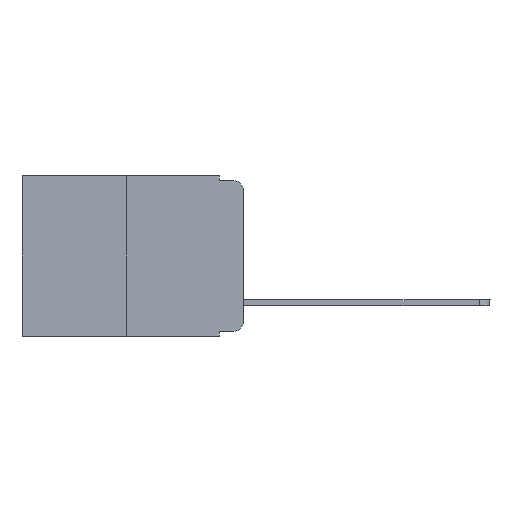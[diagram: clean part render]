
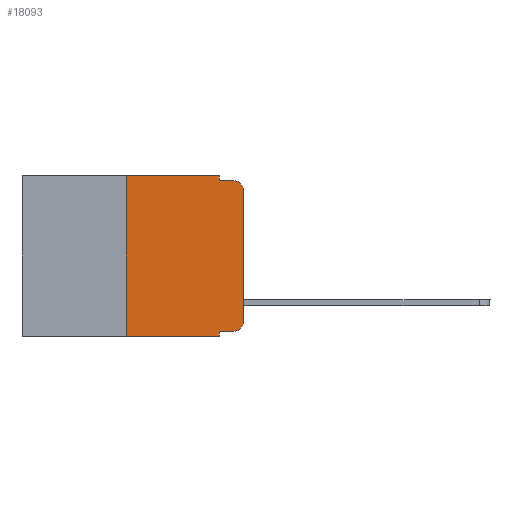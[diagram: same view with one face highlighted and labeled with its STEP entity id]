
A CAD part, left-side view. The second image highlights one B-rep face of the part: STEP entity #18093.
In plain terms, the highlighted planar face has unit normal (-1, 0, 0).
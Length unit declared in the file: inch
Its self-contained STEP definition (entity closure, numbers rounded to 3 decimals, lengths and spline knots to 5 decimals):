
#352 = LINE ( 'NONE', #16227, #3367 ) ;
#610 = CARTESIAN_POINT ( 'NONE',  ( 0., 0.25, -0.343 ) ) ;
#633 = CARTESIAN_POINT ( 'NONE',  ( 0., 0.25, 0. ) ) ;
#1297 = ORIENTED_EDGE ( 'NONE', *, *, #13324, .T. ) ;
#1366 = VERTEX_POINT ( 'NONE', #11558 ) ;
#1457 = EDGE_CURVE ( 'NONE', #4415, #12335, #11923, .T. ) ;
#1631 = ORIENTED_EDGE ( 'NONE', *, *, #15492, .F. ) ;
#2058 = VECTOR ( 'NONE', #10934, 39.37008 ) ;
#3232 = EDGE_CURVE ( 'NONE', #4415, #1366, #352, .T. ) ;
#3367 = VECTOR ( 'NONE', #11691, 39.37008 ) ;
#3666 = EDGE_CURVE ( 'NONE', #8481, #6597, #12056, .T. ) ;
#3876 = EDGE_LOOP ( 'NONE', ( #14621, #14996, #15443, #13335, #16646, #1631, #11741, #9144, #12247, #1297 ) ) ;
#3925 = VECTOR ( 'NONE', #16755, 39.37008 ) ;
#4243 = EDGE_CURVE ( 'NONE', #9580, #17197, #17740, .T. ) ;
#4415 = VERTEX_POINT ( 'NONE', #9981 ) ;
#4484 = DIRECTION ( 'NONE',  ( 0., 0., 1. ) ) ;
#5214 = EDGE_CURVE ( 'NONE', #8371, #12335, #13672, .T. ) ;
#5603 = EDGE_CURVE ( 'NONE', #17197, #8481, #14169, .T. ) ;
#6136 = VECTOR ( 'NONE', #10607, 39.37008 ) ;
#6593 = CARTESIAN_POINT ( 'NONE',  ( 0., 0.25, 0. ) ) ;
#6597 = VERTEX_POINT ( 'NONE', #16669 ) ;
#6663 = DIRECTION ( 'NONE',  ( -1., 0., 0. ) ) ;
#7099 = CARTESIAN_POINT ( 'NONE',  ( 0., 0.02, -0.313 ) ) ;
#7304 = LINE ( 'NONE', #633, #18901 ) ;
#7638 = DIRECTION ( 'NONE',  ( 0., -1., 0. ) ) ;
#8304 = DIRECTION ( 'NONE',  ( 0., 0., -1. ) ) ;
#8370 = CIRCLE ( 'NONE', #16878, 0.02 ) ;
#8371 = VERTEX_POINT ( 'NONE', #610 ) ;
#8481 = VERTEX_POINT ( 'NONE', #15757 ) ;
#8686 = CARTESIAN_POINT ( 'NONE',  ( 0., 0.051, -0.01 ) ) ;
#8801 = EDGE_CURVE ( 'NONE', #18698, #6597, #8370, .T. ) ;
#9144 = ORIENTED_EDGE ( 'NONE', *, *, #1457, .F. ) ;
#9156 = CARTESIAN_POINT ( 'NONE',  ( 0., 0., 0. ) ) ;
#9580 = VERTEX_POINT ( 'NONE', #6593 ) ;
#9628 = VECTOR ( 'NONE', #7638, 39.37008 ) ;
#9981 = CARTESIAN_POINT ( 'NONE',  ( 0., 0.051, -0.333 ) ) ;
#10171 = CARTESIAN_POINT ( 'NONE',  ( 0., 0.473, 0. ) ) ;
#10254 = CARTESIAN_POINT ( 'NONE',  ( 0., 0., -0.313 ) ) ;
#10607 = DIRECTION ( 'NONE',  ( 0., 0., -1. ) ) ;
#10863 = VECTOR ( 'NONE', #17249, 39.37008 ) ;
#10934 = DIRECTION ( 'NONE',  ( 0., 0., -1. ) ) ;
#10975 = CARTESIAN_POINT ( 'NONE',  ( 0., 0.473, 0. ) ) ;
#11041 = DIRECTION ( 'NONE',  ( 0., -1., 0. ) ) ;
#11237 = CARTESIAN_POINT ( 'NONE',  ( 0., 0.02, -0.03 ) ) ;
#11299 = DIRECTION ( 'NONE',  ( -1., 0., 0. ) ) ;
#11558 = CARTESIAN_POINT ( 'NONE',  ( 0., 0.02, -0.333 ) ) ;
#11628 = DIRECTION ( 'NONE',  ( 1., 0., 0. ) ) ;
#11684 = PLANE ( 'NONE',  #14580 ) ;
#11691 = DIRECTION ( 'NONE',  ( 0., -1., 0. ) ) ;
#11741 = ORIENTED_EDGE ( 'NONE', *, *, #5214, .T. ) ;
#11923 = LINE ( 'NONE', #18323, #2058 ) ;
#12056 = LINE ( 'NONE', #8686, #10863 ) ;
#12247 = ORIENTED_EDGE ( 'NONE', *, *, #3232, .T. ) ;
#12335 = VERTEX_POINT ( 'NONE', #13340 ) ;
#12499 = CIRCLE ( 'NONE', #14647, 0.02 ) ;
#12759 = VECTOR ( 'NONE', #11041, 39.37008 ) ;
#12852 = DIRECTION ( 'NONE',  ( 0., 0., -1. ) ) ;
#13324 = EDGE_CURVE ( 'NONE', #1366, #19199, #12499, .T. ) ;
#13335 = ORIENTED_EDGE ( 'NONE', *, *, #5603, .F. ) ;
#13340 = CARTESIAN_POINT ( 'NONE',  ( 0., 0.051, -0.343 ) ) ;
#13672 = LINE ( 'NONE', #16861, #9628 ) ;
#13808 = CARTESIAN_POINT ( 'NONE',  ( 0., 0.051, 0. ) ) ;
#14008 = CARTESIAN_POINT ( 'NONE',  ( 0., 0.051, 0. ) ) ;
#14169 = LINE ( 'NONE', #13808, #6136 ) ;
#14580 = AXIS2_PLACEMENT_3D ( 'NONE', #10171, #11628, #17747 ) ;
#14621 = ORIENTED_EDGE ( 'NONE', *, *, #17617, .T. ) ;
#14647 = AXIS2_PLACEMENT_3D ( 'NONE', #7099, #11299, #8304 ) ;
#14996 = ORIENTED_EDGE ( 'NONE', *, *, #8801, .T. ) ;
#15443 = ORIENTED_EDGE ( 'NONE', *, *, #3666, .F. ) ;
#15492 = EDGE_CURVE ( 'NONE', #8371, #9580, #7304, .T. ) ;
#15524 = CARTESIAN_POINT ( 'NONE',  ( 0., 0., -0.03 ) ) ;
#15724 = LINE ( 'NONE', #9156, #3925 ) ;
#15757 = CARTESIAN_POINT ( 'NONE',  ( 0., 0.051, -0.01 ) ) ;
#16227 = CARTESIAN_POINT ( 'NONE',  ( 0., 0.051, -0.333 ) ) ;
#16646 = ORIENTED_EDGE ( 'NONE', *, *, #4243, .F. ) ;
#16669 = CARTESIAN_POINT ( 'NONE',  ( 0., 0.02, -0.01 ) ) ;
#16755 = DIRECTION ( 'NONE',  ( 0., 0., 1. ) ) ;
#16861 = CARTESIAN_POINT ( 'NONE',  ( 0., 0.473, -0.343 ) ) ;
#16878 = AXIS2_PLACEMENT_3D ( 'NONE', #11237, #6663, #12852 ) ;
#17197 = VERTEX_POINT ( 'NONE', #14008 ) ;
#17249 = DIRECTION ( 'NONE',  ( 0., -1., 0. ) ) ;
#17617 = EDGE_CURVE ( 'NONE', #19199, #18698, #15724, .T. ) ;
#17740 = LINE ( 'NONE', #10975, #12759 ) ;
#17747 = DIRECTION ( 'NONE',  ( 0., 0., -1. ) ) ;
#18093 = ADVANCED_FACE ( 'NONE', ( #18094 ), #11684, .F. ) ;
#18094 = FACE_OUTER_BOUND ( 'NONE', #3876, .T. ) ;
#18323 = CARTESIAN_POINT ( 'NONE',  ( 0., 0.051, 0. ) ) ;
#18698 = VERTEX_POINT ( 'NONE', #15524 ) ;
#18901 = VECTOR ( 'NONE', #4484, 39.37008 ) ;
#19199 = VERTEX_POINT ( 'NONE', #10254 ) ;
